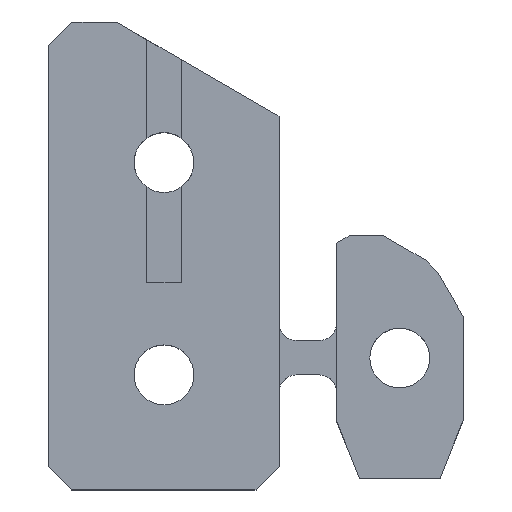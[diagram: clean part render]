
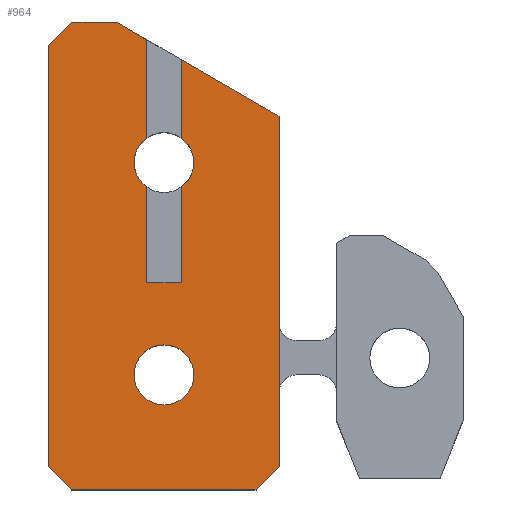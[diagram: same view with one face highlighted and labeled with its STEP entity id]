
A CAD part, top view. The second image highlights one B-rep face of the part: STEP entity #964.
In plain terms, the highlighted planar face has unit normal (0, 0, 1).
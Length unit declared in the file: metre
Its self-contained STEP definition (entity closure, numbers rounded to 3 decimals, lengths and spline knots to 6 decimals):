
#19=FACE_BOUND('',#140,.T.);
#44=PLANE('',#1042);
#89=FACE_OUTER_BOUND('',#139,.T.);
#139=EDGE_LOOP('',(#831,#832,#833,#834,#835,#836,#837,#838,#839,#840,#841,
#842,#843,#844,#845,#846,#847,#848));
#140=EDGE_LOOP('',(#849));
#177=LINE('',#1384,#294);
#237=LINE('',#1521,#354);
#239=LINE('',#1525,#356);
#240=LINE('',#1527,#357);
#241=LINE('',#1529,#358);
#242=LINE('',#1530,#359);
#243=LINE('',#1532,#360);
#244=LINE('',#1534,#361);
#245=LINE('',#1540,#362);
#246=LINE('',#1542,#363);
#247=LINE('',#1544,#364);
#248=LINE('',#1548,#365);
#249=LINE('',#1550,#366);
#250=LINE('',#1552,#367);
#251=LINE('',#1553,#368);
#294=VECTOR('',#1119,0.01);
#354=VECTOR('',#1241,0.01);
#356=VECTOR('',#1245,0.01);
#357=VECTOR('',#1246,0.01);
#358=VECTOR('',#1247,0.01);
#359=VECTOR('',#1248,0.01);
#360=VECTOR('',#1249,0.01);
#361=VECTOR('',#1250,0.01);
#362=VECTOR('',#1255,0.01);
#363=VECTOR('',#1256,0.01);
#364=VECTOR('',#1257,0.01);
#365=VECTOR('',#1260,0.01);
#366=VECTOR('',#1261,0.01);
#367=VECTOR('',#1262,0.01);
#368=VECTOR('',#1263,0.01);
#407=CIRCLE('',#1040,0.0026);
#408=CIRCLE('',#1043,0.0026);
#409=CIRCLE('',#1044,0.0026);
#410=CIRCLE('',#1045,0.0026);
#435=VERTEX_POINT('',#1381);
#436=VERTEX_POINT('',#1383);
#480=VERTEX_POINT('',#1514);
#481=VERTEX_POINT('',#1518);
#482=VERTEX_POINT('',#1520);
#483=VERTEX_POINT('',#1524);
#484=VERTEX_POINT('',#1526);
#485=VERTEX_POINT('',#1528);
#486=VERTEX_POINT('',#1531);
#487=VERTEX_POINT('',#1533);
#488=VERTEX_POINT('',#1535);
#489=VERTEX_POINT('',#1537);
#490=VERTEX_POINT('',#1539);
#491=VERTEX_POINT('',#1541);
#492=VERTEX_POINT('',#1543);
#493=VERTEX_POINT('',#1545);
#494=VERTEX_POINT('',#1547);
#495=VERTEX_POINT('',#1549);
#496=VERTEX_POINT('',#1551);
#535=EDGE_CURVE('',#435,#436,#177,.T.);
#601=EDGE_CURVE('',#480,#480,#407,.T.);
#604=EDGE_CURVE('',#481,#482,#237,.T.);
#606=EDGE_CURVE('',#483,#481,#239,.T.);
#607=EDGE_CURVE('',#484,#483,#240,.T.);
#608=EDGE_CURVE('',#485,#484,#241,.T.);
#609=EDGE_CURVE('',#436,#485,#242,.T.);
#610=EDGE_CURVE('',#435,#486,#243,.T.);
#611=EDGE_CURVE('',#487,#486,#244,.T.);
#612=EDGE_CURVE('',#487,#488,#408,.T.);
#613=EDGE_CURVE('',#488,#489,#409,.T.);
#614=EDGE_CURVE('',#490,#489,#245,.T.);
#615=EDGE_CURVE('',#491,#490,#246,.T.);
#616=EDGE_CURVE('',#491,#492,#247,.T.);
#617=EDGE_CURVE('',#492,#493,#410,.T.);
#618=EDGE_CURVE('',#493,#494,#248,.T.);
#619=EDGE_CURVE('',#495,#494,#249,.T.);
#620=EDGE_CURVE('',#495,#496,#250,.T.);
#621=EDGE_CURVE('',#496,#482,#251,.T.);
#831=ORIENTED_EDGE('',*,*,#604,.F.);
#832=ORIENTED_EDGE('',*,*,#606,.F.);
#833=ORIENTED_EDGE('',*,*,#607,.F.);
#834=ORIENTED_EDGE('',*,*,#608,.F.);
#835=ORIENTED_EDGE('',*,*,#609,.F.);
#836=ORIENTED_EDGE('',*,*,#535,.F.);
#837=ORIENTED_EDGE('',*,*,#610,.T.);
#838=ORIENTED_EDGE('',*,*,#611,.F.);
#839=ORIENTED_EDGE('',*,*,#612,.T.);
#840=ORIENTED_EDGE('',*,*,#613,.T.);
#841=ORIENTED_EDGE('',*,*,#614,.F.);
#842=ORIENTED_EDGE('',*,*,#615,.F.);
#843=ORIENTED_EDGE('',*,*,#616,.T.);
#844=ORIENTED_EDGE('',*,*,#617,.T.);
#845=ORIENTED_EDGE('',*,*,#618,.T.);
#846=ORIENTED_EDGE('',*,*,#619,.F.);
#847=ORIENTED_EDGE('',*,*,#620,.T.);
#848=ORIENTED_EDGE('',*,*,#621,.T.);
#849=ORIENTED_EDGE('',*,*,#601,.T.);
#964=ADVANCED_FACE('',(#89,#19),#44,.T.);
#1040=AXIS2_PLACEMENT_3D('',#1515,#1235,#1236);
#1042=AXIS2_PLACEMENT_3D('',#1523,#1243,#1244);
#1043=AXIS2_PLACEMENT_3D('',#1536,#1251,#1252);
#1044=AXIS2_PLACEMENT_3D('',#1538,#1253,#1254);
#1045=AXIS2_PLACEMENT_3D('',#1546,#1258,#1259);
#1119=DIRECTION('',(0.,-1.,0.));
#1235=DIRECTION('center_axis',(0.,0.,-1.));
#1236=DIRECTION('ref_axis',(-1.,0.,0.));
#1241=DIRECTION('',(0.707,0.707,0.));
#1243=DIRECTION('center_axis',(0.,0.,1.));
#1244=DIRECTION('ref_axis',(1.,0.,0.));
#1245=DIRECTION('',(0.,1.,0.));
#1246=DIRECTION('',(-0.707,0.707,0.));
#1247=DIRECTION('',(-1.,0.,0.));
#1248=DIRECTION('',(-0.707,-0.707,0.));
#1249=DIRECTION('',(-0.866,0.5,0.));
#1250=DIRECTION('',(0.,1.,0.));
#1251=DIRECTION('center_axis',(0.,0.,-1.));
#1252=DIRECTION('ref_axis',(-1.,0.,0.));
#1253=DIRECTION('center_axis',(0.,0.,-1.));
#1254=DIRECTION('ref_axis',(-1.,0.,0.));
#1255=DIRECTION('',(0.,1.,0.));
#1256=DIRECTION('',(1.,0.,0.));
#1257=DIRECTION('',(0.,1.,0.));
#1258=DIRECTION('center_axis',(0.,0.,-1.));
#1259=DIRECTION('ref_axis',(-1.,0.,0.));
#1260=DIRECTION('',(0.,1.,0.));
#1261=DIRECTION('',(-1.,0.,0.));
#1262=DIRECTION('',(-0.866,0.5,0.));
#1263=DIRECTION('',(-1.,0.,0.));
#1381=CARTESIAN_POINT('',(0.002,0.0325,0.007));
#1383=CARTESIAN_POINT('',(0.002,0.002,0.007));
#1384=CARTESIAN_POINT('',(0.002,0.014,0.007));
#1514=CARTESIAN_POINT('',(-0.0054,0.01,0.007));
#1515=CARTESIAN_POINT('Origin',(-0.008,0.01,0.007));
#1518=CARTESIAN_POINT('',(-0.018,0.038681,0.007));
#1520=CARTESIAN_POINT('',(-0.016,0.040681,0.007));
#1521=CARTESIAN_POINT('',(-0.02017,0.036511,0.007));
#1523=CARTESIAN_POINT('Origin',(-0.008,0.018,0.007));
#1524=CARTESIAN_POINT('',(-0.018,0.002,0.007));
#1525=CARTESIAN_POINT('',(-0.018,0.014,0.007));
#1526=CARTESIAN_POINT('',(-0.016,0.,0.007));
#1527=CARTESIAN_POINT('',(-0.019,0.003,0.007));
#1528=CARTESIAN_POINT('',(0.,0.,0.007));
#1529=CARTESIAN_POINT('',(-0.008,0.,0.007));
#1530=CARTESIAN_POINT('',(0.003,0.003,0.007));
#1531=CARTESIAN_POINT('',(-0.0065,0.037407,0.007));
#1532=CARTESIAN_POINT('',(0.000139,0.033574,0.007));
#1533=CARTESIAN_POINT('',(-0.0065,0.030582,0.007));
#1534=CARTESIAN_POINT('',(-0.0065,0.018,0.007));
#1535=CARTESIAN_POINT('',(-0.0054,0.028459,0.007));
#1536=CARTESIAN_POINT('Origin',(-0.008,0.028459,0.007));
#1537=CARTESIAN_POINT('',(-0.0065,0.026335,0.007));
#1538=CARTESIAN_POINT('Origin',(-0.008,0.028459,0.007));
#1539=CARTESIAN_POINT('',(-0.0065,0.018,0.007));
#1540=CARTESIAN_POINT('',(-0.0065,0.018,0.007));
#1541=CARTESIAN_POINT('',(-0.0095,0.018,0.007));
#1542=CARTESIAN_POINT('',(-0.010811,0.018,0.007));
#1543=CARTESIAN_POINT('',(-0.0095,0.026335,0.007));
#1544=CARTESIAN_POINT('',(-0.0095,0.018,0.007));
#1545=CARTESIAN_POINT('',(-0.0095,0.030582,0.007));
#1546=CARTESIAN_POINT('Origin',(-0.008,0.028459,0.007));
#1547=CARTESIAN_POINT('',(-0.0095,0.039083,0.007));
#1548=CARTESIAN_POINT('',(-0.0095,0.018,0.007));
#1549=CARTESIAN_POINT('',(-0.009402,0.039083,0.007));
#1550=CARTESIAN_POINT('',(-0.008701,0.039083,0.007));
#1551=CARTESIAN_POINT('',(-0.01217,0.040681,0.007));
#1552=CARTESIAN_POINT('',(-0.003611,0.035739,0.007));
#1553=CARTESIAN_POINT('',(-0.010085,0.040681,0.007));
